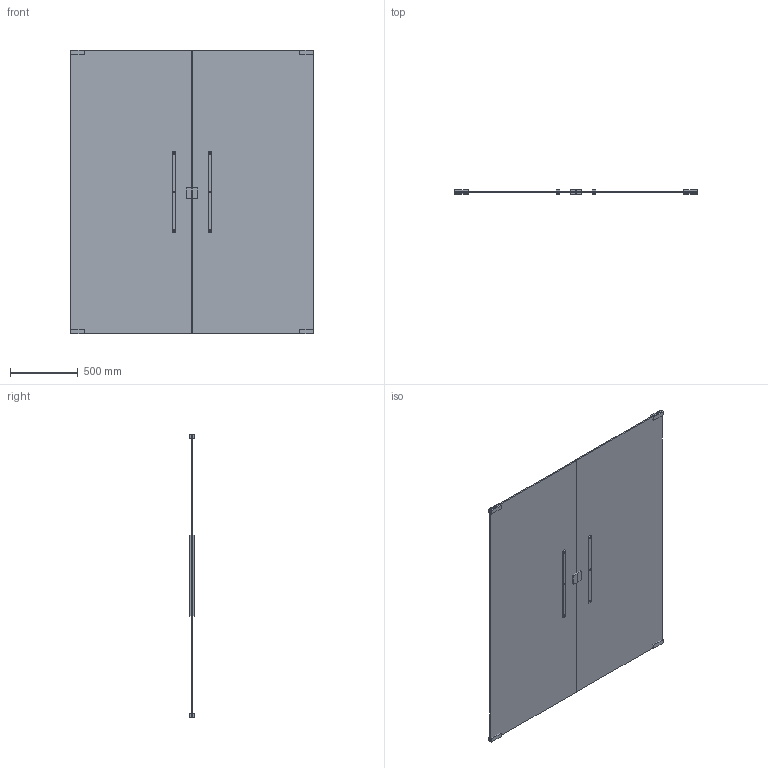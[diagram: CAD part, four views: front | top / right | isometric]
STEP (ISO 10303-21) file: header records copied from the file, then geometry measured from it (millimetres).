
FILE_DESCRIPTION(('FreeCAD Model'),'2;1');
FILE_NAME('Double glass doors with handles.step', '2016-10-04T10:29:31',('Author'),(''), 'Open CASCADE STEP processor 6.8','FreeCAD','Unknown');
FILE_SCHEMA(('AUTOMOTIVE_DESIGN_CC2 { 1 2 10303 214 -1 1 5 4 }'));
Length unit declared in the file: millimetre
Products named in the file (4): ASSEMBLY; Double_glass_doors_with_handles_001; Opening_indication
Assembly tree (3 placements, depth 2):
  ASSEMBLY
    Double_glass_doors_with_handles_001
    Opening_indication
    Opening_indication
Bounding box: 1798 x 30 x 2099 mm (x, y, z)
Volume: 38864177.2 mm3; surface area: 7918485.3 mm2
Topology: 18 solids, 18 shells, 90 faces, 170 edges, 124 vertices
Faces by surface type: plane 84, cylinder 6
Full cylindrical faces by diameter (mm): 10 x6
Entity records: 5042 total; most frequent: CARTESIAN_POINT 784, DIRECTION 682, LINE 470, VECTOR 470, ORIENTED_EDGE 324, PCURVE 324, DEFINITIONAL_REPRESENTATION 324, EDGE_CURVE 162
